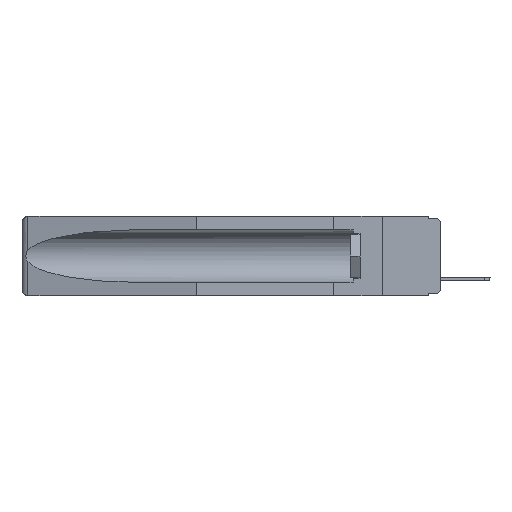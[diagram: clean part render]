
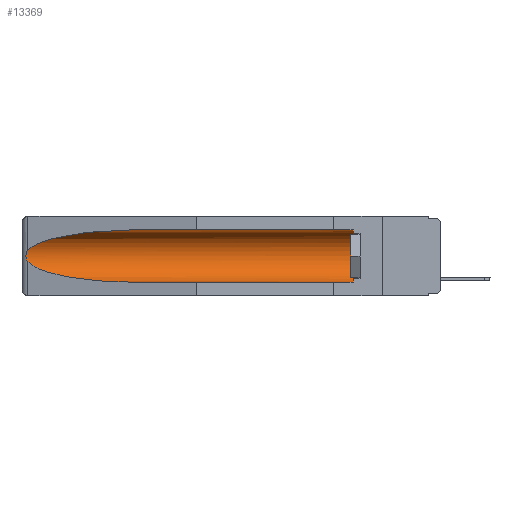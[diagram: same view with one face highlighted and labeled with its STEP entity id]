
A CAD part, left-side view. The second image highlights one B-rep face of the part: STEP entity #13369.
In plain terms, the highlighted cylindrical face has radius 2.857 mm (diameter 5.715 mm), a partial arc.
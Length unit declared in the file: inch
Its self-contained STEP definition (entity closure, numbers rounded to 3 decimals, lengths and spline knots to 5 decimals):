
#168 = CARTESIAN_POINT ( 'NONE',  ( 0.21114, 1.30732, -0.059 ) ) ;
#609 = CARTESIAN_POINT ( 'NONE',  ( 0.155, -0.30754, -0.1715 ) ) ;
#654 = LINE ( 'NONE', #8701, #13566 ) ;
#755 = LINE ( 'NONE', #12873, #2917 ) ;
#779 = DIRECTION ( 'NONE',  ( 0., 1., 0. ) ) ;
#1116 = CARTESIAN_POINT ( 'NONE',  ( 0.155, 1.07973, -0.059 ) ) ;
#1396 = CARTESIAN_POINT ( 'NONE',  ( 0.155, 1.07973, -0.059 ) ) ;
#1735 = CYLINDRICAL_SURFACE ( 'NONE', #10698, 0.1125 ) ;
#1956 = CARTESIAN_POINT ( 'NONE',  ( 0.2675, 1.53308, -0.17534 ) ) ;
#2094 = CARTESIAN_POINT ( 'NONE',  ( 0.21114, 1.30732, -0.284 ) ) ;
#2134 = VERTEX_POINT ( 'NONE', #1116 ) ;
#2341 = EDGE_CURVE ( 'NONE', #10845, #2134, #654, .T. ) ;
#2695 =( BOUNDED_CURVE ( )  B_SPLINE_CURVE ( 3, ( #7033, #9808, #2094, #7379 ),
 .UNSPECIFIED., .F., .T. ) 
 B_SPLINE_CURVE_WITH_KNOTS ( ( 4, 4 ),
 ( 0.1948, 1.5708 ),
 .UNSPECIFIED. ) 
 CURVE ( )  GEOMETRIC_REPRESENTATION_ITEM ( )  RATIONAL_B_SPLINE_CURVE ( ( 1., 0.848, 0.848, 1. ) ) 
 REPRESENTATION_ITEM ( '' )  );
#2917 = VECTOR ( 'NONE', #12964, 39.37008 ) ;
#3027 = CARTESIAN_POINT ( 'NONE',  ( 0.155, 1.07973, -0.284 ) ) ;
#3373 = DIRECTION ( 'NONE',  ( 0., -1., 0. ) ) ;
#4662 = ORIENTED_EDGE ( 'NONE', *, *, #8676, .F. ) ;
#4806 = DIRECTION ( 'NONE',  ( 0., 1., 0. ) ) ;
#4845 = EDGE_CURVE ( 'NONE', #2134, #13934, #12772, .T. ) ;
#6355 = CARTESIAN_POINT ( 'NONE',  ( 0.26537, 1.52718, -0.14972 ) ) ;
#6652 = CARTESIAN_POINT ( 'NONE',  ( 0.26597, 1.52961, -0.15275 ) ) ;
#7033 = CARTESIAN_POINT ( 'NONE',  ( 0.26537, 1.52718, -0.19328 ) ) ;
#7110 = ORIENTED_EDGE ( 'NONE', *, *, #13753, .T. ) ;
#7379 = CARTESIAN_POINT ( 'NONE',  ( 0.155, 1.07973, -0.284 ) ) ;
#7399 = CARTESIAN_POINT ( 'NONE',  ( 0.26654, 1.53092, -0.15636 ) ) ;
#7969 = CARTESIAN_POINT ( 'NONE',  ( 0.26537, 1.52718, -0.14972 ) ) ;
#8004 = VERTEX_POINT ( 'NONE', #15630 ) ;
#8492 = DIRECTION ( 'NONE',  ( 0., 0., 1. ) ) ;
#8676 = EDGE_CURVE ( 'NONE', #8004, #9538, #755, .T. ) ;
#8695 = CARTESIAN_POINT ( 'NONE',  ( 0.2673, 1.53269, -0.17917 ) ) ;
#8701 = CARTESIAN_POINT ( 'NONE',  ( 0.155, -0.30754, -0.059 ) ) ;
#9538 = VERTEX_POINT ( 'NONE', #3027 ) ;
#9808 = CARTESIAN_POINT ( 'NONE',  ( 0.25451, 1.48313, -0.24835 ) ) ;
#9829 = CARTESIAN_POINT ( 'NONE',  ( 0.26597, 1.5296, -0.19026 ) ) ;
#9975 = CARTESIAN_POINT ( 'NONE',  ( 0.155, 0.126, -0.059 ) ) ;
#10002 = CARTESIAN_POINT ( 'NONE',  ( 0.26655, 1.53094, -0.18657 ) ) ;
#10151 = CIRCLE ( 'NONE', #16251, 0.1125 ) ;
#10171 = CARTESIAN_POINT ( 'NONE',  ( 0.2673, 1.5327, -0.16383 ) ) ;
#10298 = ORIENTED_EDGE ( 'NONE', *, *, #2341, .T. ) ;
#10698 = AXIS2_PLACEMENT_3D ( 'NONE', #609, #779, #11002 ) ;
#10830 = CARTESIAN_POINT ( 'NONE',  ( 0.25451, 1.48313, -0.09465 ) ) ;
#10845 = VERTEX_POINT ( 'NONE', #9975 ) ;
#11002 = DIRECTION ( 'NONE',  ( 0., 0., 1. ) ) ;
#11939 = B_SPLINE_CURVE_WITH_KNOTS ( 'NONE', 3,
 ( #12022, #6652, #7399, #10171, #14081, #1956, #8695, #10002, #9829, #15293 ),
 .UNSPECIFIED., .F., .F.,
 ( 4, 2, 2, 2, 4 ),
 ( 0., 0.00029, 0.00058, 0.00087, 0.00117 ),
 .UNSPECIFIED. ) ;
#12022 = CARTESIAN_POINT ( 'NONE',  ( 0.26537, 1.52718, -0.14972 ) ) ;
#12107 = EDGE_CURVE ( 'NONE', #14351, #9538, #2695, .T. ) ;
#12772 =( BOUNDED_CURVE ( )  B_SPLINE_CURVE ( 3, ( #1396, #168, #10830, #7969 ),
 .UNSPECIFIED., .F., .F. ) 
 B_SPLINE_CURVE_WITH_KNOTS ( ( 4, 4 ),
 ( 4.71239, 6.08839 ),
 .UNSPECIFIED. ) 
 CURVE ( )  GEOMETRIC_REPRESENTATION_ITEM ( )  RATIONAL_B_SPLINE_CURVE ( ( 1., 0.848, 0.848, 1. ) ) 
 REPRESENTATION_ITEM ( '' )  );
#12805 = ORIENTED_EDGE ( 'NONE', *, *, #12107, .T. ) ;
#12873 = CARTESIAN_POINT ( 'NONE',  ( 0.155, -0.30754, -0.284 ) ) ;
#12964 = DIRECTION ( 'NONE',  ( 0., 1., 0. ) ) ;
#13013 = CARTESIAN_POINT ( 'NONE',  ( 0.26537, 1.52718, -0.19328 ) ) ;
#13369 = ADVANCED_FACE ( 'NONE', ( #13867 ), #1735, .F. ) ;
#13566 = VECTOR ( 'NONE', #4806, 39.37008 ) ;
#13753 = EDGE_CURVE ( 'NONE', #13934, #14351, #11939, .T. ) ;
#13867 = FACE_OUTER_BOUND ( 'NONE', #14986, .T. ) ;
#13934 = VERTEX_POINT ( 'NONE', #6355 ) ;
#14081 = CARTESIAN_POINT ( 'NONE',  ( 0.2675, 1.53308, -0.16763 ) ) ;
#14135 = ORIENTED_EDGE ( 'NONE', *, *, #4845, .T. ) ;
#14351 = VERTEX_POINT ( 'NONE', #13013 ) ;
#14750 = EDGE_CURVE ( 'NONE', #8004, #10845, #10151, .T. ) ;
#14986 = EDGE_LOOP ( 'NONE', ( #14135, #7110, #12805, #4662, #15650, #10298 ) ) ;
#15293 = CARTESIAN_POINT ( 'NONE',  ( 0.26537, 1.52718, -0.19328 ) ) ;
#15630 = CARTESIAN_POINT ( 'NONE',  ( 0.155, 0.126, -0.284 ) ) ;
#15650 = ORIENTED_EDGE ( 'NONE', *, *, #14750, .T. ) ;
#16251 = AXIS2_PLACEMENT_3D ( 'NONE', #16570, #3373, #8492 ) ;
#16570 = CARTESIAN_POINT ( 'NONE',  ( 0.155, 0.126, -0.1715 ) ) ;
